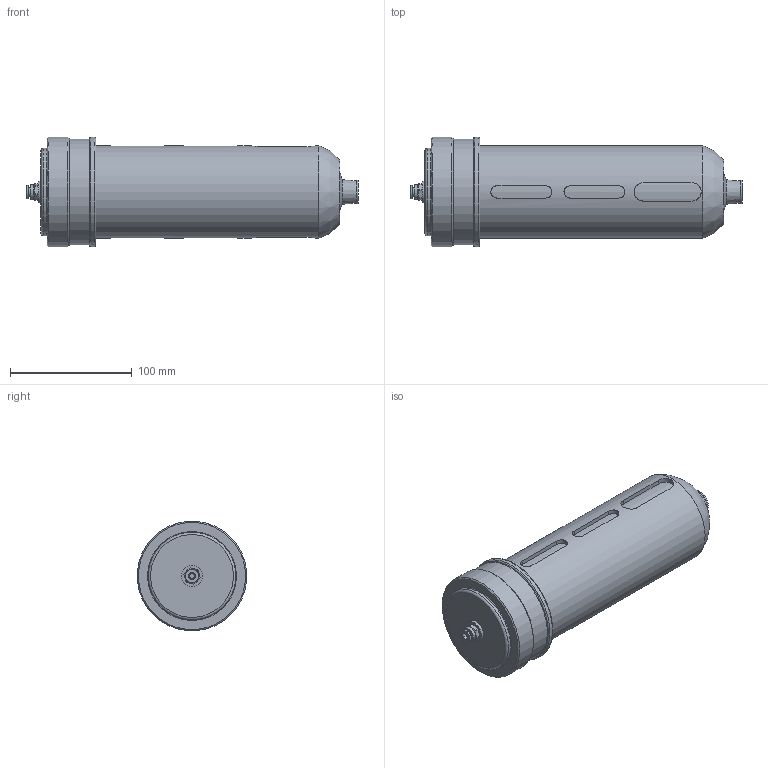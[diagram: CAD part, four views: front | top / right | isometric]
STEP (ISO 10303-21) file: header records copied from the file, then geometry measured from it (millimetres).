
FILE_DESCRIPTION(/* description */ (''),/* implementation_level */ '2;1');
FILE_NAME(/* name */ '506502_S01636_ZSB_Kartuschenhlse_600ml_Semco_Vereinfachen_1.stp',/* time_stamp */ '2023-03-06T10:12:40+01:00',/* author */ ('glueck'),/* organization */ (''),/* preprocessor_version */ 'ST-DEVELOPER v19.2',/* originating_system */ 'Autodesk Inventor 2023',/* authorisation */ '');
FILE_SCHEMA (('AUTOMOTIVE_DESIGN { 1 0 10303 214 3 1 1 }'));
Length unit declared in the file: millimetre
Products named in the file (1): 506502_S01636_ZSB_Kartuschenhülse_600ml_Semco_Vereinfachen_1
Bounding box: 272.3 x 89.66 x 89.66 mm (x, y, z)
Volume: 1109595.6 mm3; surface area: 180777 mm2
Topology: 1 solids, 1 shells, 112 faces, 296 edges, 193 vertices
Faces by surface type: cylinder 44, plane 37, bspline 15, cone 8, torus 8
Full cylindrical faces by diameter (mm): 4.1 x2, 6 x1, 7.1 x1, 11 x1, 11.6 x1, 14 x1, 18 x1, 19.2 x1, 50 x1, 68 x1, 69 x1, 72 x1, 73.8 x1, 76 x1, 82 x4, 82.5 x2, 87 x1, 90 x2
Entity records: 8280 total; most frequent: CARTESIAN_POINT 5439, ORIENTED_EDGE 592, DIRECTION 496, EDGE_CURVE 296, AXIS2_PLACEMENT_3D 195, VERTEX_POINT 193, EDGE_LOOP 135, STYLED_ITEM 113
